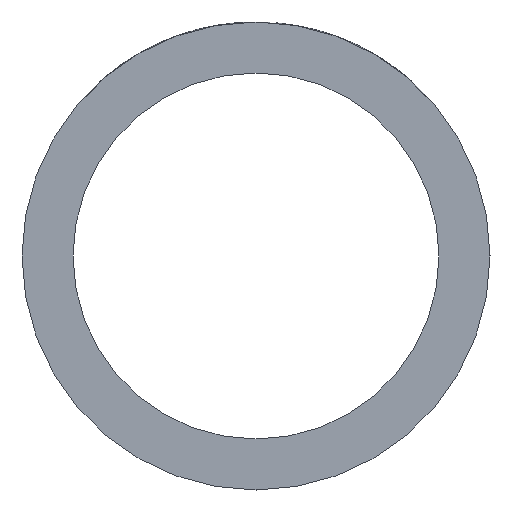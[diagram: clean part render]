
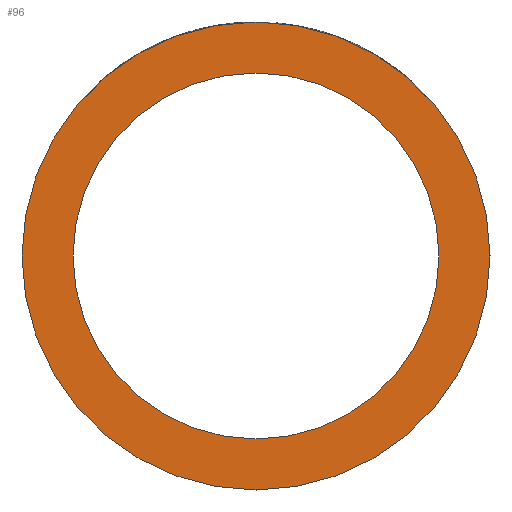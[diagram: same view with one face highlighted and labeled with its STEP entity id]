
A CAD part, front view. The second image highlights one B-rep face of the part: STEP entity #96.
In plain terms, the highlighted planar face has unit normal (0, -1, 0).
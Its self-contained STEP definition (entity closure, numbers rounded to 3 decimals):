
#6 = AXIS2_PLACEMENT_3D ( 'NONE', #1155, #507, #1775 ) ;
#18 = CARTESIAN_POINT ( 'NONE',  ( -1.95, -2., 0. ) ) ;
#46 = PLANE ( 'NONE',  #869 ) ;
#75 = CARTESIAN_POINT ( 'NONE',  ( 0., -2., -1.95 ) ) ;
#96 = ADVANCED_FACE ( 'Defeature ausgef�hrt1_1', ( #1024, #186 ), #46, .T. ) ;
#146 = AXIS2_PLACEMENT_3D ( 'NONE', #1184, #1170, #550 ) ;
#186 = FACE_OUTER_BOUND ( 'NONE', #1526, .T. ) ;
#269 = AXIS2_PLACEMENT_3D ( 'NONE', #1766, #897, #2575 ) ;
#507 = DIRECTION ( 'NONE',  ( 0., 1., 0. ) ) ;
#550 = DIRECTION ( 'NONE',  ( 0., 0., 1. ) ) ;
#557 = CIRCLE ( 'NONE', #6, 1.525 ) ;
#577 = EDGE_CURVE ( 'Defeature ausgef�hrt1_1+Defeature ausgef�hrt1_3+Defeature ausgef�hrt1_3+Defeature ausgef�hrt1_3', #2288, #1995, #557, .T. ) ;
#610 = ORIENTED_EDGE ( 'NONE', *, *, #577, .T. ) ;
#643 = ORIENTED_EDGE ( 'NONE', *, *, #652, .T. ) ;
#652 = EDGE_CURVE ( 'Defeature ausgef�hrt1_1+Defeature ausgef�hrt1_3+Defeature ausgef�hrt1_3+Defeature ausgef�hrt1_3', #1995, #2288, #1636, .T. ) ;
#722 = CARTESIAN_POINT ( 'NONE',  ( 0., -2., 1.525 ) ) ;
#868 = ORIENTED_EDGE ( 'NONE', *, *, #1306, .F. ) ;
#869 = AXIS2_PLACEMENT_3D ( 'NONE', #18, #1514, #1722 ) ;
#897 = DIRECTION ( 'NONE',  ( 0., 1., 0. ) ) ;
#1012 = VERTEX_POINT ( 'NONE', #75 ) ;
#1024 = FACE_BOUND ( 'NONE', #1393, .T. ) ;
#1128 = DIRECTION ( 'NONE',  ( 0., 0., 1. ) ) ;
#1155 = CARTESIAN_POINT ( 'NONE',  ( 0., -2., 0. ) ) ;
#1170 = DIRECTION ( 'NONE',  ( 0., 1., 0. ) ) ;
#1184 = CARTESIAN_POINT ( 'NONE',  ( 0., -2., 0. ) ) ;
#1226 = AXIS2_PLACEMENT_3D ( 'NONE', #1948, #1580, #1128 ) ;
#1263 = CARTESIAN_POINT ( 'NONE',  ( 0., -2., 1.95 ) ) ;
#1306 = EDGE_CURVE ( 'Defeature ausgef�hrt1_0+Defeature ausgef�hrt1_1+Defeature ausgef�hrt1_1+Defeature ausgef�hrt1_1', #2236, #1012, #2561, .T. ) ;
#1393 = EDGE_LOOP ( 'NONE', ( #643, #610 ) ) ;
#1465 = ORIENTED_EDGE ( 'NONE', *, *, #1949, .F. ) ;
#1514 = DIRECTION ( 'NONE',  ( 0., -1., 0. ) ) ;
#1526 = EDGE_LOOP ( 'NONE', ( #868, #1465 ) ) ;
#1580 = DIRECTION ( 'NONE',  ( 0., 1., 0. ) ) ;
#1588 = CIRCLE ( 'NONE', #1226, 1.95 ) ;
#1636 = CIRCLE ( 'NONE', #146, 1.525 ) ;
#1722 = DIRECTION ( 'NONE',  ( 0., 0., -1. ) ) ;
#1766 = CARTESIAN_POINT ( 'NONE',  ( 0., -2., 0. ) ) ;
#1775 = DIRECTION ( 'NONE',  ( 0., 0., 1. ) ) ;
#1948 = CARTESIAN_POINT ( 'NONE',  ( 0., -2., 0. ) ) ;
#1949 = EDGE_CURVE ( 'Defeature ausgef�hrt1_0+Defeature ausgef�hrt1_1+Defeature ausgef�hrt1_1+Defeature ausgef�hrt1_1', #1012, #2236, #1588, .T. ) ;
#1995 = VERTEX_POINT ( 'NONE', #722 ) ;
#2236 = VERTEX_POINT ( 'NONE', #1263 ) ;
#2288 = VERTEX_POINT ( 'NONE', #2515 ) ;
#2515 = CARTESIAN_POINT ( 'NONE',  ( 0., -2., -1.525 ) ) ;
#2561 = CIRCLE ( 'NONE', #269, 1.95 ) ;
#2575 = DIRECTION ( 'NONE',  ( 0., 0., 1. ) ) ;
